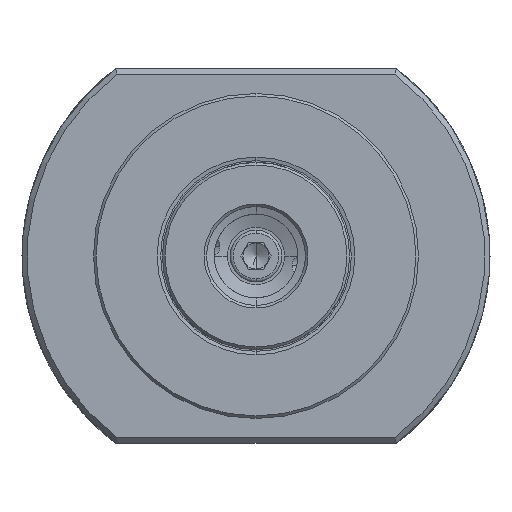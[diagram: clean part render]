
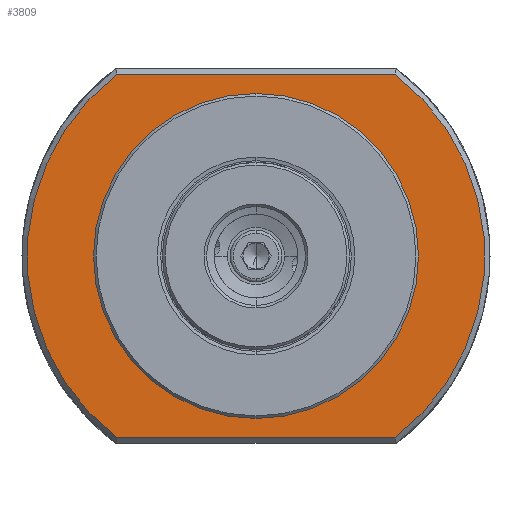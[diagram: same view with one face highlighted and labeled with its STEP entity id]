
A CAD part, left-side view. The second image highlights one B-rep face of the part: STEP entity #3809.
In plain terms, the highlighted face is planar.
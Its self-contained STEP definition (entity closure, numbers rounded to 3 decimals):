
#120 = EDGE_CURVE ( 'NONE', #6054, #6036, #7318, .T. ) ;
#1148 = EDGE_CURVE ( 'NONE', #6036, #6054, #4043, .T. ) ;
#1149 = EDGE_CURVE ( 'NONE', #6391, #6131, #4029, .T. ) ;
#1150 = EDGE_CURVE ( 'NONE', #4162, #6131, #4046, .T. ) ;
#1151 = EDGE_CURVE ( 'NONE', #4162, #5970, #4045, .T. ) ;
#1152 = EDGE_CURVE ( 'NONE', #6391, #5970, #4048, .T. ) ;
#2281 = ORIENTED_EDGE ( 'NONE', *, *, #120, .T. ) ;
#2282 = ORIENTED_EDGE ( 'NONE', *, *, #1148, .T. ) ;
#2283 = ORIENTED_EDGE ( 'NONE', *, *, #1150, .F. ) ;
#2284 = ORIENTED_EDGE ( 'NONE', *, *, #1151, .T. ) ;
#2285 = ORIENTED_EDGE ( 'NONE', *, *, #1152, .F. ) ;
#2286 = ORIENTED_EDGE ( 'NONE', *, *, #1149, .T. ) ;
#2476 = AXIS2_PLACEMENT_3D ( 'NONE', #24453, #24455, #24456 ) ;
#2524 = AXIS2_PLACEMENT_3D ( 'NONE', #15510, #15526, #15527 ) ;
#2527 = AXIS2_PLACEMENT_3D ( 'NONE', #15531, #15532, #15533 ) ;
#2531 = AXIS2_PLACEMENT_3D ( 'NONE', #15534, #15537, #15538 ) ;
#3809 = ADVANCED_FACE ( 'NONE', ( #19750, #19755 ), #23225, .F. ) ;
#4029 = LINE ( 'NONE', #15529, #4041 ) ;
#4039 = VECTOR ( 'NONE', #15535, 1000. ) ;
#4041 = VECTOR ( 'NONE', #15530, 1000. ) ;
#4043 = CIRCLE ( 'NONE', #2524, 31.25 ) ;
#4045 = LINE ( 'NONE', #15528, #4039 ) ;
#4046 = CIRCLE ( 'NONE', #2527, 44. ) ;
#4048 = CIRCLE ( 'NONE', #2531, 44. ) ;
#4162 = VERTEX_POINT ( 'NONE', #23564 ) ;
#5970 = VERTEX_POINT ( 'NONE', #21036 ) ;
#6036 = VERTEX_POINT ( 'NONE', #21102 ) ;
#6054 = VERTEX_POINT ( 'NONE', #21120 ) ;
#6131 = VERTEX_POINT ( 'NONE', #21197 ) ;
#6391 = VERTEX_POINT ( 'NONE', #21457 ) ;
#7318 = CIRCLE ( 'NONE', #2476, 31.25 ) ;
#13784 = EDGE_LOOP ( 'NONE', ( #2281, #2282 ) ) ;
#13986 = EDGE_LOOP ( 'NONE', ( #2283, #2284, #2285, #2286 ) ) ;
#14283 = AXIS2_PLACEMENT_3D ( 'NONE', #23224, #23226, #23227 ) ;
#15510 = CARTESIAN_POINT ( 'NONE',  ( 0., 0.5, 0. ) ) ;
#15526 = DIRECTION ( 'NONE',  ( 0., 1., 0. ) ) ;
#15527 = DIRECTION ( 'NONE',  ( 0., 0., 1. ) ) ;
#15528 = CARTESIAN_POINT ( 'NONE',  ( 25.298, 0.5, -35. ) ) ;
#15529 = CARTESIAN_POINT ( 'NONE',  ( -25.298, 0.5, 35. ) ) ;
#15530 = DIRECTION ( 'NONE',  ( -1., 0., 0. ) ) ;
#15531 = CARTESIAN_POINT ( 'NONE',  ( 0., 0.5, 0. ) ) ;
#15532 = DIRECTION ( 'NONE',  ( 0., 1., 0. ) ) ;
#15533 = DIRECTION ( 'NONE',  ( 0., 0., 1. ) ) ;
#15534 = CARTESIAN_POINT ( 'NONE',  ( 0., 0.5, 0. ) ) ;
#15535 = DIRECTION ( 'NONE',  ( 1., 0., 0. ) ) ;
#15537 = DIRECTION ( 'NONE',  ( 0., 1., 0. ) ) ;
#15538 = DIRECTION ( 'NONE',  ( 0., 0., 1. ) ) ;
#19750 = FACE_BOUND ( 'NONE', #13784, .T. ) ;
#19755 = FACE_OUTER_BOUND ( 'NONE', #13986, .T. ) ;
#21036 = CARTESIAN_POINT ( 'NONE',  ( 26.665, 0.5, -35. ) ) ;
#21102 = CARTESIAN_POINT ( 'NONE',  ( 0., 0.5, 31.25 ) ) ;
#21120 = CARTESIAN_POINT ( 'NONE',  ( 0., 0.5, -31.25 ) ) ;
#21197 = CARTESIAN_POINT ( 'NONE',  ( -26.665, 0.5, 35. ) ) ;
#21457 = CARTESIAN_POINT ( 'NONE',  ( 26.665, 0.5, 35. ) ) ;
#23224 = CARTESIAN_POINT ( 'NONE',  ( 0., 0.5, 0. ) ) ;
#23225 = PLANE ( 'NONE',  #14283 ) ;
#23226 = DIRECTION ( 'NONE',  ( 0., 1., 0. ) ) ;
#23227 = DIRECTION ( 'NONE',  ( 0., 0., 1. ) ) ;
#23564 = CARTESIAN_POINT ( 'NONE',  ( -26.665, 0.5, -35. ) ) ;
#24453 = CARTESIAN_POINT ( 'NONE',  ( 0., 0.5, 0. ) ) ;
#24455 = DIRECTION ( 'NONE',  ( 0., 1., 0. ) ) ;
#24456 = DIRECTION ( 'NONE',  ( 0., 0., 1. ) ) ;
